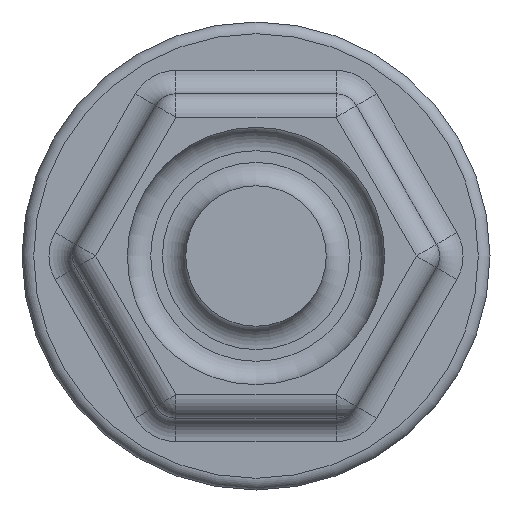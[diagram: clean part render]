
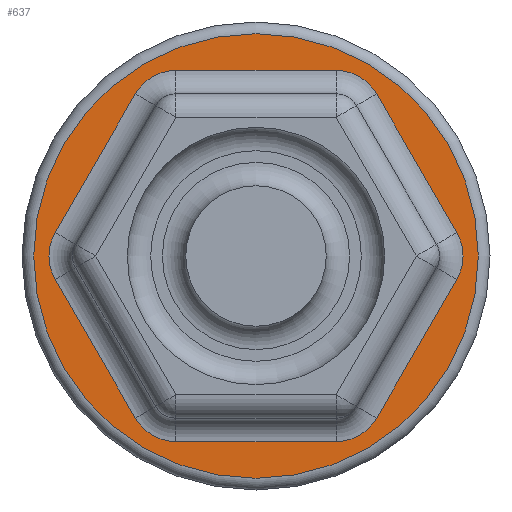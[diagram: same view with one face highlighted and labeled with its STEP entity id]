
A CAD part, front view. The second image highlights one B-rep face of the part: STEP entity #637.
In plain terms, the highlighted planar face has unit normal (0, -1, 0).
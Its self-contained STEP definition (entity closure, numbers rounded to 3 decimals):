
#36=LINE('',#1056,#72);
#37=LINE('',#1060,#73);
#38=LINE('',#1064,#74);
#39=LINE('',#1068,#75);
#40=LINE('',#1072,#76);
#41=LINE('',#1076,#77);
#72=VECTOR('',#818,1000.);
#73=VECTOR('',#821,1000.);
#74=VECTOR('',#824,1000.);
#75=VECTOR('',#827,1000.);
#76=VECTOR('',#830,1000.);
#77=VECTOR('',#833,1000.);
#109=PLANE('',#703);
#125=ORIENTED_EDGE('',*,*,#302,.T.);
#126=ORIENTED_EDGE('',*,*,#303,.T.);
#127=ORIENTED_EDGE('',*,*,#304,.T.);
#128=ORIENTED_EDGE('',*,*,#305,.T.);
#129=ORIENTED_EDGE('',*,*,#306,.T.);
#130=ORIENTED_EDGE('',*,*,#307,.T.);
#131=ORIENTED_EDGE('',*,*,#308,.T.);
#132=ORIENTED_EDGE('',*,*,#309,.T.);
#133=ORIENTED_EDGE('',*,*,#310,.T.);
#134=ORIENTED_EDGE('',*,*,#311,.T.);
#135=ORIENTED_EDGE('',*,*,#312,.T.);
#136=ORIENTED_EDGE('',*,*,#313,.T.);
#137=ORIENTED_EDGE('',*,*,#314,.T.);
#302=EDGE_CURVE('',#391,#392,#444,.T.);
#303=EDGE_CURVE('',#392,#393,#36,.T.);
#304=EDGE_CURVE('',#393,#394,#445,.T.);
#305=EDGE_CURVE('',#394,#395,#37,.T.);
#306=EDGE_CURVE('',#395,#396,#446,.T.);
#307=EDGE_CURVE('',#396,#397,#38,.T.);
#308=EDGE_CURVE('',#397,#398,#447,.T.);
#309=EDGE_CURVE('',#398,#399,#39,.T.);
#310=EDGE_CURVE('',#399,#400,#448,.T.);
#311=EDGE_CURVE('',#400,#401,#40,.T.);
#312=EDGE_CURVE('',#401,#402,#449,.T.);
#313=EDGE_CURVE('',#402,#391,#41,.T.);
#314=EDGE_CURVE('',#403,#403,#450,.F.);
#391=VERTEX_POINT('',#1054);
#392=VERTEX_POINT('',#1055);
#393=VERTEX_POINT('',#1057);
#394=VERTEX_POINT('',#1059);
#395=VERTEX_POINT('',#1061);
#396=VERTEX_POINT('',#1063);
#397=VERTEX_POINT('',#1065);
#398=VERTEX_POINT('',#1067);
#399=VERTEX_POINT('',#1069);
#400=VERTEX_POINT('',#1071);
#401=VERTEX_POINT('',#1073);
#402=VERTEX_POINT('',#1075);
#403=VERTEX_POINT('',#1078);
#444=CIRCLE('',#704,2.);
#445=CIRCLE('',#705,2.);
#446=CIRCLE('',#706,2.);
#447=CIRCLE('',#707,2.);
#448=CIRCLE('',#708,2.);
#449=CIRCLE('',#709,2.);
#450=CIRCLE('',#710,9.5);
#498=EDGE_LOOP('',(#125,#126,#127,#128,#129,#130,#131,#132,#133,#134,#135,
#136));
#499=EDGE_LOOP('',(#137));
#558=FACE_BOUND('',#498,.T.);
#559=FACE_BOUND('',#499,.T.);
#637=ADVANCED_FACE('',(#558,#559),#109,.F.);
#703=AXIS2_PLACEMENT_3D('',#1052,#814,#815);
#704=AXIS2_PLACEMENT_3D('',#1053,#816,#817);
#705=AXIS2_PLACEMENT_3D('',#1058,#819,#820);
#706=AXIS2_PLACEMENT_3D('',#1062,#822,#823);
#707=AXIS2_PLACEMENT_3D('',#1066,#825,#826);
#708=AXIS2_PLACEMENT_3D('',#1070,#828,#829);
#709=AXIS2_PLACEMENT_3D('',#1074,#831,#832);
#710=AXIS2_PLACEMENT_3D('',#1077,#834,#835);
#814=DIRECTION('',(0.,1.,0.));
#815=DIRECTION('',(0.,0.,1.));
#816=DIRECTION('',(0.,1.,0.));
#817=DIRECTION('',(0.,0.,1.));
#818=DIRECTION('',(0.5,0.,0.866));
#819=DIRECTION('',(0.,1.,0.));
#820=DIRECTION('',(0.,0.,1.));
#821=DIRECTION('',(1.,0.,0.));
#822=DIRECTION('',(0.,1.,0.));
#823=DIRECTION('',(0.,0.,1.));
#824=DIRECTION('',(0.5,0.,-0.866));
#825=DIRECTION('',(0.,1.,0.));
#826=DIRECTION('',(0.,0.,1.));
#827=DIRECTION('',(-0.5,0.,-0.866));
#828=DIRECTION('',(0.,1.,0.));
#829=DIRECTION('',(0.,0.,1.));
#830=DIRECTION('',(-1.,0.,0.));
#831=DIRECTION('',(0.,1.,0.));
#832=DIRECTION('',(0.,0.,1.));
#833=DIRECTION('',(-0.5,0.,0.866));
#834=DIRECTION('',(0.,1.,0.));
#835=DIRECTION('',(0.,0.,1.));
#1052=CARTESIAN_POINT('',(0.,-2.,0.));
#1053=CARTESIAN_POINT('',(-6.848,-2.,0.));
#1054=CARTESIAN_POINT('',(-8.58,-2.,-1.));
#1055=CARTESIAN_POINT('',(-8.58,-2.,1.));
#1056=CARTESIAN_POINT('',(-6.867,-2.,3.967));
#1057=CARTESIAN_POINT('',(-5.155,-2.,6.93));
#1058=CARTESIAN_POINT('',(-3.423,-2.,5.93));
#1059=CARTESIAN_POINT('',(-3.423,-2.,7.93));
#1060=CARTESIAN_POINT('',(0.,-2.,7.93));
#1061=CARTESIAN_POINT('',(3.423,-2.,7.93));
#1062=CARTESIAN_POINT('',(3.423,-2.,5.93));
#1063=CARTESIAN_POINT('',(5.155,-2.,6.93));
#1064=CARTESIAN_POINT('',(6.867,-2.,3.967));
#1065=CARTESIAN_POINT('',(8.58,-2.,1.));
#1066=CARTESIAN_POINT('',(6.848,-2.,0.));
#1067=CARTESIAN_POINT('',(8.58,-2.,-1.));
#1068=CARTESIAN_POINT('',(6.867,-2.,-3.967));
#1069=CARTESIAN_POINT('',(5.155,-2.,-6.93));
#1070=CARTESIAN_POINT('',(3.423,-2.,-5.93));
#1071=CARTESIAN_POINT('',(3.423,-2.,-7.93));
#1072=CARTESIAN_POINT('',(0.,-2.,-7.93));
#1073=CARTESIAN_POINT('',(-3.423,-2.,-7.93));
#1074=CARTESIAN_POINT('',(-3.423,-2.,-5.93));
#1075=CARTESIAN_POINT('',(-5.155,-2.,-6.93));
#1076=CARTESIAN_POINT('',(-6.867,-2.,-3.967));
#1077=CARTESIAN_POINT('',(0.,-2.,0.));
#1078=CARTESIAN_POINT('',(0.,-2.,9.5));
